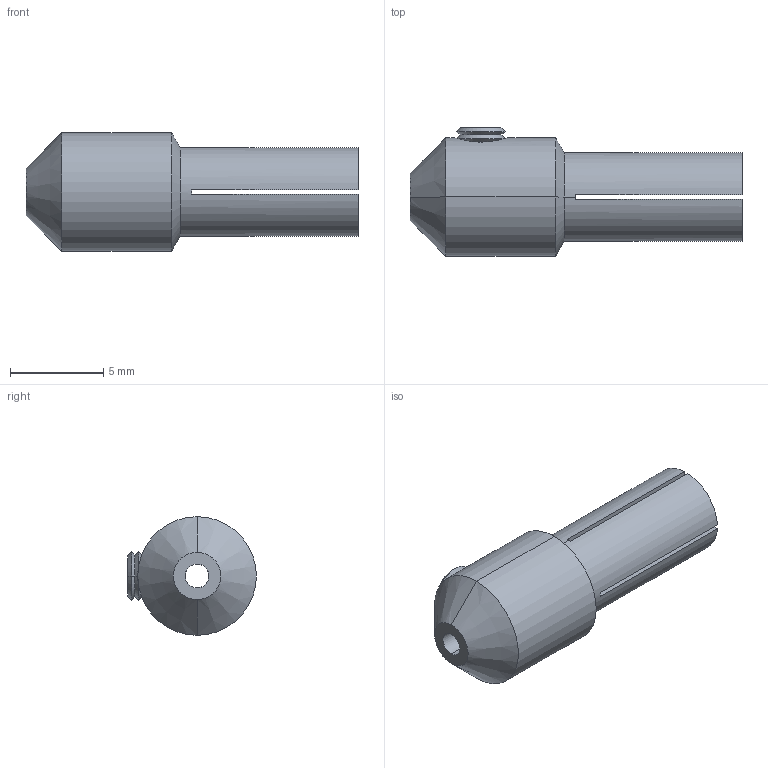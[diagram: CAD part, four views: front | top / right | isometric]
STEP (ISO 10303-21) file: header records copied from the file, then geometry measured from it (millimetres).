
FILE_DESCRIPTION (( 'STEP AP203' ), '1' );
FILE_NAME ('A0721-1-CN.STEP', '2013-11-06T14:08:36', ( '' ), ( '' ), 'SwSTEP 2.0', 'SolidWorks 2012', '' );
FILE_SCHEMA (( 'CONFIG_CONTROL_DESIGN' ));
Length unit declared in the file: inch
Products named in the file (1): A0721-1-CN
Bounding box: 17.78 x 6.89 x 6.35 mm (x, y, z)
Volume: 319.8 mm3; surface area: 549.7 mm2
Topology: 1 solids, 4 shells, 82 faces, 204 edges, 125 vertices
Faces by surface type: cone 36, plane 26, cylinder 20
Entity records: 2797 total; most frequent: CARTESIAN_POINT 802, ORIENTED_EDGE 404, DIRECTION 388, EDGE_CURVE 202, AXIS2_PLACEMENT_3D 141, VERTEX_POINT 125, LINE 106, VECTOR 106
